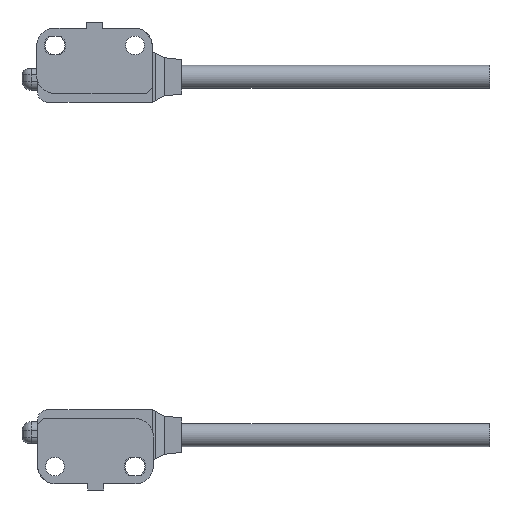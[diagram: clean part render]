
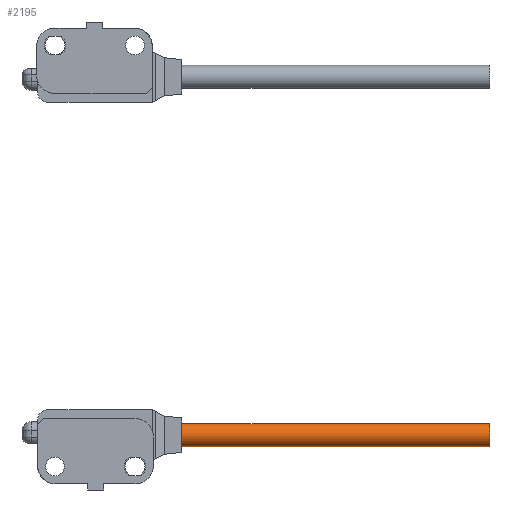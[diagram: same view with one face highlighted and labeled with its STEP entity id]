
A CAD part, left-side view. The second image highlights one B-rep face of the part: STEP entity #2195.
In plain terms, the highlighted cylindrical face has radius 1.85 mm (diameter 3.7 mm), a partial arc.
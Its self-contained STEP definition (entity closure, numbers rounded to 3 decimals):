
#41 = DIRECTION ( 'NONE',  ( 0., 0., -1. ) ) ;
#42 = DIRECTION ( 'NONE',  ( 0., -1., 0. ) ) ;
#43 = AXIS2_PLACEMENT_3D ( 'NONE', #49, #42, #41 ) ;
#44 = CIRCLE ( 'NONE', #43, 1.85 ) ;
#45 = DIRECTION ( 'NONE',  ( 0., 0., 1. ) ) ;
#46 = DIRECTION ( 'NONE',  ( 0., 1., 0. ) ) ;
#47 = CARTESIAN_POINT ( 'NONE',  ( 0., -64.1, -4.1 ) ) ;
#48 = AXIS2_PLACEMENT_3D ( 'NONE', #47, #46, #45 ) ;
#49 = CARTESIAN_POINT ( 'NONE',  ( 0., -64.1, -4.1 ) ) ;
#50 = CYLINDRICAL_SURFACE ( 'NONE', #48, 1.85 ) ;
#51 = FACE_OUTER_BOUND ( 'NONE', #2196, .T. ) ;
#1898 = VERTEX_POINT ( 'NONE', #3950 ) ;
#1899 = VERTEX_POINT ( 'NONE', #3949 ) ;
#1901 = EDGE_CURVE ( 'NONE', #1898, #1902, #3948, .T. ) ;
#1902 = VERTEX_POINT ( 'NONE', #3944 ) ;
#1905 = VERTEX_POINT ( 'NONE', #3938 ) ;
#1931 = EDGE_CURVE ( 'NONE', #1905, #1902, #4018, .T. ) ;
#1962 = EDGE_CURVE ( 'NONE', #1899, #1905, #4030, .T. ) ;
#2175 = ORIENTED_EDGE ( 'NONE', *, *, #1962, .T. ) ;
#2176 = ORIENTED_EDGE ( 'NONE', *, *, #1931, .T. ) ;
#2195 = ADVANCED_FACE ( 'NONE', ( #51 ), #50, .T. ) ;
#2196 = EDGE_LOOP ( 'NONE', ( #2197, #2198, #2175, #2176 ) ) ;
#2197 = ORIENTED_EDGE ( 'NONE', *, *, #1901, .F. ) ;
#2198 = ORIENTED_EDGE ( 'NONE', *, *, #2199, .F. ) ;
#2199 = EDGE_CURVE ( 'NONE', #1899, #1898, #44, .T. ) ;
#3938 = CARTESIAN_POINT ( 'NONE',  ( 0., -14.1, -2.25 ) ) ;
#3944 = CARTESIAN_POINT ( 'NONE',  ( 0., -14.1, -5.95 ) ) ;
#3945 = DIRECTION ( 'NONE',  ( 0., 1., 0. ) ) ;
#3946 = VECTOR ( 'NONE', #3945, 1000. ) ;
#3947 = CARTESIAN_POINT ( 'NONE',  ( 0., -64.1, -5.95 ) ) ;
#3948 = LINE ( 'NONE', #3947, #3946 ) ;
#3949 = CARTESIAN_POINT ( 'NONE',  ( 0., -64.1, -2.25 ) ) ;
#3950 = CARTESIAN_POINT ( 'NONE',  ( 0., -64.1, -5.95 ) ) ;
#4014 = DIRECTION ( 'NONE',  ( 0., 0., -1. ) ) ;
#4015 = DIRECTION ( 'NONE',  ( 0., -1., 0. ) ) ;
#4016 = CARTESIAN_POINT ( 'NONE',  ( 0., -14.1, -4.1 ) ) ;
#4017 = AXIS2_PLACEMENT_3D ( 'NONE', #4016, #4015, #4014 ) ;
#4018 = CIRCLE ( 'NONE', #4017, 1.85 ) ;
#4027 = DIRECTION ( 'NONE',  ( 0., 1., 0. ) ) ;
#4028 = VECTOR ( 'NONE', #4027, 1000. ) ;
#4029 = CARTESIAN_POINT ( 'NONE',  ( 0., -64.1, -2.25 ) ) ;
#4030 = LINE ( 'NONE', #4029, #4028 ) ;
